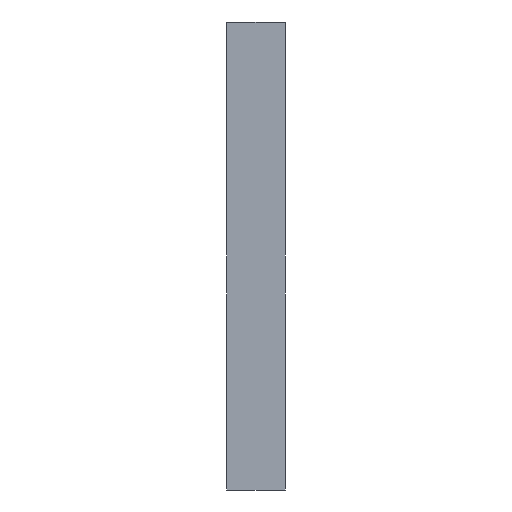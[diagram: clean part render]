
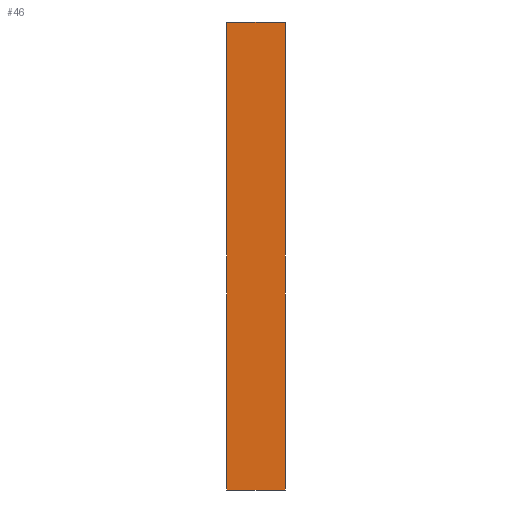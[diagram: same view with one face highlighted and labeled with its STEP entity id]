
A CAD part, front view. The second image highlights one B-rep face of the part: STEP entity #46.
In plain terms, the highlighted planar face has unit normal (0, -1, 0).
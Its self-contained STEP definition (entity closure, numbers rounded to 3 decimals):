
#19 = ORIENTED_EDGE ( 'NONE', *, *, #851, .T. ) ;
#35 = CARTESIAN_POINT ( 'NONE',  ( 0., 0., 0. ) ) ;
#46 = ADVANCED_FACE ( 'NONE', ( #55 ), #385, .F. ) ;
#55 = FACE_OUTER_BOUND ( 'NONE', #88, .T. ) ;
#61 = ORIENTED_EDGE ( 'NONE', *, *, #97, .F. ) ;
#65 = CARTESIAN_POINT ( 'NONE',  ( 0., 0., 0. ) ) ;
#83 = VERTEX_POINT ( 'NONE', #65 ) ;
#88 = EDGE_LOOP ( 'NONE', ( #19, #61, #300, #173 ) ) ;
#97 = EDGE_CURVE ( 'NONE', #771, #745, #738, .T. ) ;
#137 = VECTOR ( 'NONE', #320, 1000. ) ;
#148 = EDGE_CURVE ( 'NONE', #170, #771, #401, .T. ) ;
#153 = VECTOR ( 'NONE', #979, 1000. ) ;
#170 = VERTEX_POINT ( 'NONE', #1001 ) ;
#173 = ORIENTED_EDGE ( 'NONE', *, *, #450, .T. ) ;
#204 = VECTOR ( 'NONE', #311, 1000. ) ;
#219 = VECTOR ( 'NONE', #892, 1000. ) ;
#231 = LINE ( 'NONE', #490, #219 ) ;
#294 = CARTESIAN_POINT ( 'NONE',  ( 6.35, 0., 0. ) ) ;
#300 = ORIENTED_EDGE ( 'NONE', *, *, #148, .F. ) ;
#311 = DIRECTION ( 'NONE',  ( -1., 0., 0. ) ) ;
#320 = DIRECTION ( 'NONE',  ( 0., 0., -1. ) ) ;
#385 = PLANE ( 'NONE',  #676 ) ;
#401 = LINE ( 'NONE', #733, #137 ) ;
#450 = EDGE_CURVE ( 'NONE', #170, #83, #231, .T. ) ;
#490 = CARTESIAN_POINT ( 'NONE',  ( 6.35, 0., 0. ) ) ;
#618 = CARTESIAN_POINT ( 'NONE',  ( 0., 0., -50.8 ) ) ;
#676 = AXIS2_PLACEMENT_3D ( 'NONE', #294, #793, #712 ) ;
#696 = CARTESIAN_POINT ( 'NONE',  ( 6.35, 0., -50.8 ) ) ;
#712 = DIRECTION ( 'NONE',  ( 0., 0., 1. ) ) ;
#733 = CARTESIAN_POINT ( 'NONE',  ( 6.35, 0., 0. ) ) ;
#738 = LINE ( 'NONE', #904, #204 ) ;
#745 = VERTEX_POINT ( 'NONE', #618 ) ;
#771 = VERTEX_POINT ( 'NONE', #696 ) ;
#780 = LINE ( 'NONE', #35, #153 ) ;
#793 = DIRECTION ( 'NONE',  ( 0., 1., 0. ) ) ;
#851 = EDGE_CURVE ( 'NONE', #83, #745, #780, .T. ) ;
#892 = DIRECTION ( 'NONE',  ( -1., 0., 0. ) ) ;
#904 = CARTESIAN_POINT ( 'NONE',  ( 6.35, 0., -50.8 ) ) ;
#979 = DIRECTION ( 'NONE',  ( 0., 0., -1. ) ) ;
#1001 = CARTESIAN_POINT ( 'NONE',  ( 6.35, 0., 0. ) ) ;
